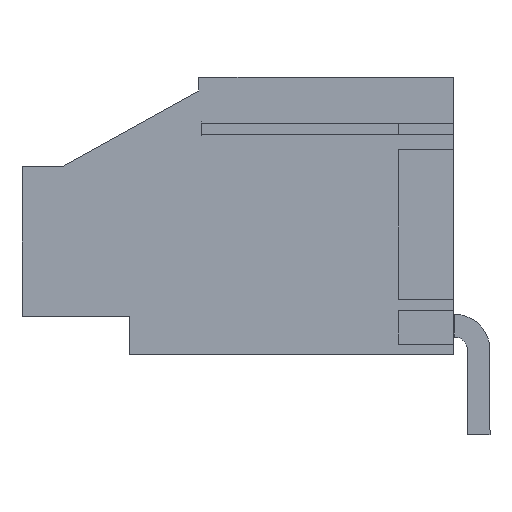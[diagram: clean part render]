
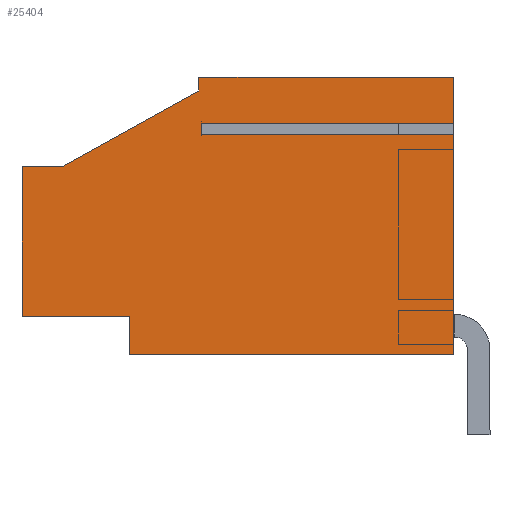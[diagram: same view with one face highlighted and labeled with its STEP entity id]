
A CAD part, left-side view. The second image highlights one B-rep face of the part: STEP entity #25404.
In plain terms, the highlighted planar face has unit normal (-1, 0, 0).
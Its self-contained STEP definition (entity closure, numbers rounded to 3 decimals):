
#25368=AXIS2_PLACEMENT_3D('Plane Axis2P3D',#25365,#25366,#25367) ;
#24950=CARTESIAN_POINT('Vertex',(-35.56,18.57,11.963)) ;
#24957=CARTESIAN_POINT('Vertex',(-35.56,18.57,6.022)) ;
#24960=CARTESIAN_POINT('Line Origine',(-35.56,18.57,8.992)) ;
#24993=CARTESIAN_POINT('Vertex',(-35.56,16.958,11.963)) ;
#24996=CARTESIAN_POINT('Line Origine',(-35.56,17.764,11.963)) ;
#25017=CARTESIAN_POINT('Vertex',(-35.56,11.55,14.961)) ;
#25020=CARTESIAN_POINT('Line Origine',(-35.56,14.254,13.462)) ;
#25044=CARTESIAN_POINT('Line Origine',(-35.56,11.55,15.239)) ;
#25048=CARTESIAN_POINT('Vertex',(-35.56,11.55,15.517)) ;
#25068=CARTESIAN_POINT('Line Origine',(-35.56,6.5,15.517)) ;
#25072=CARTESIAN_POINT('Vertex',(-35.56,1.45,15.517)) ;
#25110=CARTESIAN_POINT('Vertex',(-35.56,1.45,13.692)) ;
#25152=CARTESIAN_POINT('Vertex',(-35.56,1.45,13.242)) ;
#25155=CARTESIAN_POINT('Line Origine',(-35.56,1.45,8.879)) ;
#25159=CARTESIAN_POINT('Vertex',(-35.56,1.45,4.517)) ;
#25167=CARTESIAN_POINT('Line Origine',(-35.56,1.45,14.604)) ;
#25258=CARTESIAN_POINT('Vertex',(-35.56,14.3,4.517)) ;
#25276=CARTESIAN_POINT('Line Origine',(-35.56,7.875,4.517)) ;
#25309=CARTESIAN_POINT('Vertex',(-35.56,14.3,6.022)) ;
#25312=CARTESIAN_POINT('Line Origine',(-35.56,14.3,5.269)) ;
#25353=CARTESIAN_POINT('Line Origine',(-35.56,16.435,6.022)) ;
#25365=CARTESIAN_POINT('Axis2P3D Location',(-35.56,10.01,10.017)) ;
#25370=CARTESIAN_POINT('Line Origine',(-35.56,6.45,13.242)) ;
#25374=CARTESIAN_POINT('Vertex',(-35.56,11.45,13.242)) ;
#25377=CARTESIAN_POINT('Line Origine',(-35.56,11.45,13.467)) ;
#25381=CARTESIAN_POINT('Vertex',(-35.56,11.45,13.692)) ;
#25384=CARTESIAN_POINT('Line Origine',(-35.56,6.45,13.692)) ;
#24961=DIRECTION('Vector Direction',(0.,0.,1.)) ;
#24997=DIRECTION('Vector Direction',(0.,-1.,0.)) ;
#25021=DIRECTION('Vector Direction',(0.,-0.875,0.485)) ;
#25045=DIRECTION('Vector Direction',(0.,0.,-1.)) ;
#25069=DIRECTION('Vector Direction',(0.,1.,0.)) ;
#25156=DIRECTION('Vector Direction',(0.,0.,1.)) ;
#25168=DIRECTION('Vector Direction',(0.,0.,1.)) ;
#25277=DIRECTION('Vector Direction',(0.,1.,0.)) ;
#25313=DIRECTION('Vector Direction',(0.,0.,1.)) ;
#25354=DIRECTION('Vector Direction',(0.,-1.,0.)) ;
#25366=DIRECTION('Axis2P3D Direction',(-1.,0.,0.)) ;
#25367=DIRECTION('Axis2P3D XDirection',(0.,0.,1.)) ;
#25371=DIRECTION('Vector Direction',(0.,1.,0.)) ;
#25378=DIRECTION('Vector Direction',(0.,0.,1.)) ;
#25385=DIRECTION('Vector Direction',(0.,1.,0.)) ;
#24962=VECTOR('Line Direction',#24961,1.) ;
#24998=VECTOR('Line Direction',#24997,1.) ;
#25022=VECTOR('Line Direction',#25021,1.) ;
#25046=VECTOR('Line Direction',#25045,1.) ;
#25070=VECTOR('Line Direction',#25069,1.) ;
#25157=VECTOR('Line Direction',#25156,1.) ;
#25169=VECTOR('Line Direction',#25168,1.) ;
#25278=VECTOR('Line Direction',#25277,1.) ;
#25314=VECTOR('Line Direction',#25313,1.) ;
#25355=VECTOR('Line Direction',#25354,1.) ;
#25372=VECTOR('Line Direction',#25371,1.) ;
#25379=VECTOR('Line Direction',#25378,1.) ;
#25386=VECTOR('Line Direction',#25385,1.) ;
#25390=ORIENTED_EDGE('',*,*,#25171,.T.) ;
#25391=ORIENTED_EDGE('',*,*,#25074,.T.) ;
#25392=ORIENTED_EDGE('',*,*,#25050,.T.) ;
#25393=ORIENTED_EDGE('',*,*,#25024,.F.) ;
#25394=ORIENTED_EDGE('',*,*,#25000,.F.) ;
#25395=ORIENTED_EDGE('',*,*,#24964,.F.) ;
#25396=ORIENTED_EDGE('',*,*,#25357,.T.) ;
#25397=ORIENTED_EDGE('',*,*,#25316,.F.) ;
#25398=ORIENTED_EDGE('',*,*,#25280,.F.) ;
#25399=ORIENTED_EDGE('',*,*,#25161,.T.) ;
#25400=ORIENTED_EDGE('',*,*,#25376,.T.) ;
#25401=ORIENTED_EDGE('',*,*,#25383,.T.) ;
#25402=ORIENTED_EDGE('',*,*,#25388,.F.) ;
#25404=ADVANCED_FACE('12',(#25403),#25369,.T.) ;
#24964=EDGE_CURVE('',#24958,#24951,#24963,.T.) ;
#25000=EDGE_CURVE('',#24951,#24994,#24999,.T.) ;
#25024=EDGE_CURVE('',#24994,#25018,#25023,.T.) ;
#25050=EDGE_CURVE('',#25049,#25018,#25047,.T.) ;
#25074=EDGE_CURVE('',#25073,#25049,#25071,.T.) ;
#25161=EDGE_CURVE('',#25160,#25153,#25158,.T.) ;
#25171=EDGE_CURVE('',#25111,#25073,#25170,.T.) ;
#25280=EDGE_CURVE('',#25160,#25259,#25279,.T.) ;
#25316=EDGE_CURVE('',#25259,#25310,#25315,.T.) ;
#25357=EDGE_CURVE('',#24958,#25310,#25356,.T.) ;
#25376=EDGE_CURVE('',#25153,#25375,#25373,.T.) ;
#25383=EDGE_CURVE('',#25375,#25382,#25380,.T.) ;
#25388=EDGE_CURVE('',#25111,#25382,#25387,.T.) ;
#25389=EDGE_LOOP('',(#25390,#25391,#25392,#25393,#25394,#25395,#25396,#25397,#25398,#25399,#25400,#25401,#25402)) ;
#25403=FACE_OUTER_BOUND('',#25389,.T.) ;
#24963=LINE('Line',#24960,#24962) ;
#24999=LINE('Line',#24996,#24998) ;
#25023=LINE('Line',#25020,#25022) ;
#25047=LINE('Line',#25044,#25046) ;
#25071=LINE('Line',#25068,#25070) ;
#25158=LINE('Line',#25155,#25157) ;
#25170=LINE('Line',#25167,#25169) ;
#25279=LINE('Line',#25276,#25278) ;
#25315=LINE('Line',#25312,#25314) ;
#25356=LINE('Line',#25353,#25355) ;
#25373=LINE('Line',#25370,#25372) ;
#25380=LINE('Line',#25377,#25379) ;
#25387=LINE('Line',#25384,#25386) ;
#25369=PLANE('',#25368) ;
#24951=VERTEX_POINT('',#24950) ;
#24958=VERTEX_POINT('',#24957) ;
#24994=VERTEX_POINT('',#24993) ;
#25018=VERTEX_POINT('',#25017) ;
#25049=VERTEX_POINT('',#25048) ;
#25073=VERTEX_POINT('',#25072) ;
#25111=VERTEX_POINT('',#25110) ;
#25153=VERTEX_POINT('',#25152) ;
#25160=VERTEX_POINT('',#25159) ;
#25259=VERTEX_POINT('',#25258) ;
#25310=VERTEX_POINT('',#25309) ;
#25375=VERTEX_POINT('',#25374) ;
#25382=VERTEX_POINT('',#25381) ;
